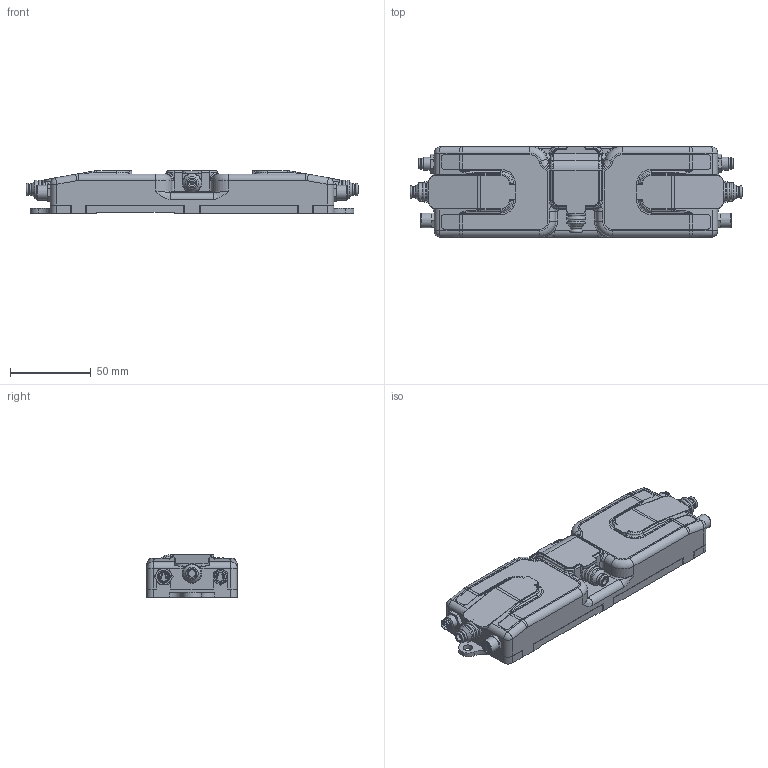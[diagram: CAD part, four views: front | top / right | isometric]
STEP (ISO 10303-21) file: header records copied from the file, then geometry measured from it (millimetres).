
FILE_DESCRIPTION(/* description */ (''),/* implementation_level */ '2;1');
FILE_NAME(/* name */ 'ConveyLinx Ai2 v8.step',/* time_stamp */ '2022-09-13T08:16:44-04:00',/* author */ (''),/* organization */ (''),/* preprocessor_version */ 'ST-DEVELOPER v19',/* originating_system */ 'Autodesk Translation Framework v11.7.0.108',/* authorisation */ '');
FILE_SCHEMA (('AUTOMOTIVE_DESIGN { 1 0 10303 214 3 1 1 }'));
Products named in the file (11): ConveyLinx Ai2; ConveyLinx Ai Family; ConveyLinx Ai2 Bottom; ConveyLinx Ai2 PCB; ConveyLinx Ai2 Top; ConveyLinx Ai2 Power Clamp; ConveyLinx Ai2 Power Cover; ConveyLinx Ai2 Ethernet Cover; ConveyLinx Ai2 Boot; ConveyLinx Ai2 Overlay Left; ConveyLinx Ai2 Overlay Right
Assembly tree (13 placements, depth 3):
  ConveyLinx Ai2
    ConveyLinx Ai Family
      ConveyLinx Ai2 Bottom
      ConveyLinx Ai2 PCB
      ConveyLinx Ai2 Top
      ConveyLinx Ai2 Power Clamp
      ConveyLinx Ai2 Power Cover
      ConveyLinx Ai2 Ethernet Cover  x2
      ConveyLinx Ai2 Boot  x3
    ConveyLinx Ai2 Overlay Left
    ConveyLinx Ai2 Overlay Right
Bounding box: 205 x 56 x 26.53 mm (x, y, z)
Volume: 90917.3 mm3; surface area: 119598.9 mm2
Topology: 33 solids, 86 shells, 4436 faces, 11857 edges, 7671 vertices
Faces by surface type: plane 2872, cylinder 924, bspline 370, torus 174, sphere 50, cone 46
Full cylindrical faces by diameter (mm): 0.217 x2, 0.305 x3, 0.5 x60, 0.689 x16, 0.7 x1, 0.716 x8, 0.762 x4, 0.8 x10, 0.813 x14, 0.9 x24, 1 x24, 1.016 x6, 1.2 x8, 1.3 x7, 1.375 x4, 1.4 x4, 1.5 x12, 1.6 x8, 1.626 x4, 2 x6, 2.2 x8, 3 x6, 3.2 x4, 4 x4, 4.6 x3, 5.6 x2, 5.8 x2, 6 x2, 6.5 x2, 6.6 x3
Entity records: 188192 total; most frequent: CARTESIAN_POINT 77040, ORIENTED_EDGE 22986, DIRECTION 20884, EDGE_CURVE 11511, LINE 8346, VECTOR 8346, VERTEX_POINT 7487, AXIS2_PLACEMENT_3D 6269
